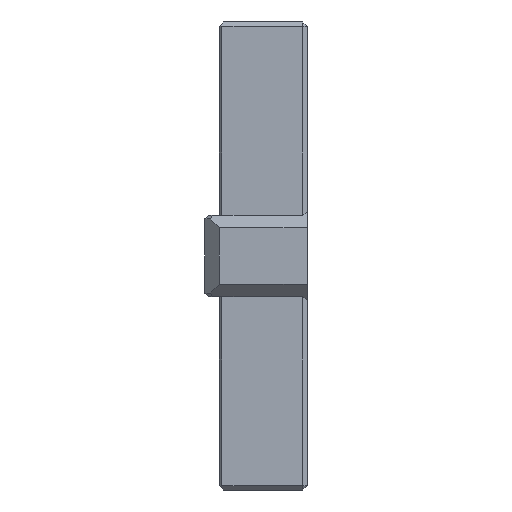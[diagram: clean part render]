
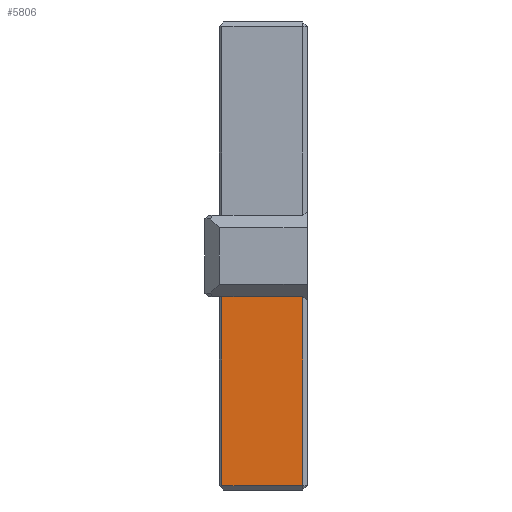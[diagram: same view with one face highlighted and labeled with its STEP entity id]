
A CAD part, left-side view. The second image highlights one B-rep face of the part: STEP entity #5806.
In plain terms, the highlighted planar face has unit normal (-1, 0, 0).
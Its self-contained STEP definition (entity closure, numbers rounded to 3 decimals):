
#3190 = PLANE('',#3191);
#3191 = AXIS2_PLACEMENT_3D('',#3192,#3193,#3194);
#3192 = CARTESIAN_POINT('',(-33.27,45.21,32.));
#3193 = DIRECTION('',(-0.707,0.707,0.));
#3194 = DIRECTION('',(-0.707,-0.707,0.));
#4370 = PLANE('',#4371);
#4371 = AXIS2_PLACEMENT_3D('',#4372,#4373,#4374);
#4372 = CARTESIAN_POINT('',(-33.6,45.21,-5.565));
#4373 = DIRECTION('',(0.707,0.,0.707));
#4374 = DIRECTION('',(0.707,0.,-0.707));
#4398 = PLANE('',#4399);
#4399 = AXIS2_PLACEMENT_3D('',#4400,#4401,#4402);
#4400 = CARTESIAN_POINT('',(-33.6,33.81,-32.));
#4401 = DIRECTION('',(0.707,0.707,0.));
#4402 = DIRECTION('',(-0.707,0.707,0.));
#5639 = PLANE('',#5640);
#5640 = AXIS2_PLACEMENT_3D('',#5641,#5642,#5643);
#5641 = CARTESIAN_POINT('',(-33.6,45.21,-31.4));
#5642 = DIRECTION('',(0.707,0.,0.707));
#5643 = DIRECTION('',(0.707,0.,-0.707));
#5806 = ADVANCED_FACE('',(#5807),#5821,.F.);
#5807 = FACE_BOUND('',#5808,.T.);
#5808 = EDGE_LOOP('',(#5809,#5839,#5862,#5885));
#5809 = ORIENTED_EDGE('',*,*,#5810,.F.);
#5810 = EDGE_CURVE('',#5811,#5813,#5815,.T.);
#5811 = VERTEX_POINT('',#5812);
#5812 = CARTESIAN_POINT('',(-33.6,44.88,-5.565));
#5813 = VERTEX_POINT('',#5814);
#5814 = CARTESIAN_POINT('',(-33.6,33.81,-5.565));
#5815 = SURFACE_CURVE('',#5816,(#5820,#5832),.PCURVE_S1.);
#5816 = LINE('',#5817,#5818);
#5817 = CARTESIAN_POINT('',(-33.6,45.21,-5.565));
#5818 = VECTOR('',#5819,1.);
#5819 = DIRECTION('',(0.,-1.,0.));
#5820 = PCURVE('',#5821,#5826);
#5821 = PLANE('',#5822);
#5822 = AXIS2_PLACEMENT_3D('',#5823,#5824,#5825);
#5823 = CARTESIAN_POINT('',(-33.6,45.21,-32.));
#5824 = DIRECTION('',(1.,0.,0.));
#5825 = DIRECTION('',(0.,0.,-1.));
#5826 = DEFINITIONAL_REPRESENTATION('',(#5827),#5831);
#5827 = LINE('',#5828,#5829);
#5828 = CARTESIAN_POINT('',(-26.435,0.));
#5829 = VECTOR('',#5830,1.);
#5830 = DIRECTION('',(0.,-1.));
#5831 = ( GEOMETRIC_REPRESENTATION_CONTEXT(2) 
PARAMETRIC_REPRESENTATION_CONTEXT() REPRESENTATION_CONTEXT('2D SPACE',''
  ) );
#5832 = PCURVE('',#4370,#5833);
#5833 = DEFINITIONAL_REPRESENTATION('',(#5834),#5838);
#5834 = LINE('',#5835,#5836);
#5835 = CARTESIAN_POINT('',(0.,0.));
#5836 = VECTOR('',#5837,1.);
#5837 = DIRECTION('',(0.,-1.));
#5838 = ( GEOMETRIC_REPRESENTATION_CONTEXT(2) 
PARAMETRIC_REPRESENTATION_CONTEXT() REPRESENTATION_CONTEXT('2D SPACE',''
  ) );
#5839 = ORIENTED_EDGE('',*,*,#5840,.T.);
#5840 = EDGE_CURVE('',#5811,#5841,#5843,.T.);
#5841 = VERTEX_POINT('',#5842);
#5842 = CARTESIAN_POINT('',(-33.6,44.88,-31.4));
#5843 = SURFACE_CURVE('',#5844,(#5848,#5855),.PCURVE_S1.);
#5844 = LINE('',#5845,#5846);
#5845 = CARTESIAN_POINT('',(-33.6,44.88,-31.4));
#5846 = VECTOR('',#5847,1.);
#5847 = DIRECTION('',(0.,0.,-1.));
#5848 = PCURVE('',#5821,#5849);
#5849 = DEFINITIONAL_REPRESENTATION('',(#5850),#5854);
#5850 = LINE('',#5851,#5852);
#5851 = CARTESIAN_POINT('',(-0.6,-0.33));
#5852 = VECTOR('',#5853,1.);
#5853 = DIRECTION('',(1.,0.));
#5854 = ( GEOMETRIC_REPRESENTATION_CONTEXT(2) 
PARAMETRIC_REPRESENTATION_CONTEXT() REPRESENTATION_CONTEXT('2D SPACE',''
  ) );
#5855 = PCURVE('',#3190,#5856);
#5856 = DEFINITIONAL_REPRESENTATION('',(#5857),#5861);
#5857 = LINE('',#5858,#5859);
#5858 = CARTESIAN_POINT('',(0.467,-63.4));
#5859 = VECTOR('',#5860,1.);
#5860 = DIRECTION('',(0.,-1.));
#5861 = ( GEOMETRIC_REPRESENTATION_CONTEXT(2) 
PARAMETRIC_REPRESENTATION_CONTEXT() REPRESENTATION_CONTEXT('2D SPACE',''
  ) );
#5862 = ORIENTED_EDGE('',*,*,#5863,.T.);
#5863 = EDGE_CURVE('',#5841,#5864,#5866,.T.);
#5864 = VERTEX_POINT('',#5865);
#5865 = CARTESIAN_POINT('',(-33.6,33.81,-31.4));
#5866 = SURFACE_CURVE('',#5867,(#5871,#5878),.PCURVE_S1.);
#5867 = LINE('',#5868,#5869);
#5868 = CARTESIAN_POINT('',(-33.6,45.21,-31.4));
#5869 = VECTOR('',#5870,1.);
#5870 = DIRECTION('',(0.,-1.,0.));
#5871 = PCURVE('',#5821,#5872);
#5872 = DEFINITIONAL_REPRESENTATION('',(#5873),#5877);
#5873 = LINE('',#5874,#5875);
#5874 = CARTESIAN_POINT('',(-0.6,0.));
#5875 = VECTOR('',#5876,1.);
#5876 = DIRECTION('',(0.,-1.));
#5877 = ( GEOMETRIC_REPRESENTATION_CONTEXT(2) 
PARAMETRIC_REPRESENTATION_CONTEXT() REPRESENTATION_CONTEXT('2D SPACE',''
  ) );
#5878 = PCURVE('',#5639,#5879);
#5879 = DEFINITIONAL_REPRESENTATION('',(#5880),#5884);
#5880 = LINE('',#5881,#5882);
#5881 = CARTESIAN_POINT('',(0.,0.));
#5882 = VECTOR('',#5883,1.);
#5883 = DIRECTION('',(0.,-1.));
#5884 = ( GEOMETRIC_REPRESENTATION_CONTEXT(2) 
PARAMETRIC_REPRESENTATION_CONTEXT() REPRESENTATION_CONTEXT('2D SPACE',''
  ) );
#5885 = ORIENTED_EDGE('',*,*,#5886,.T.);
#5886 = EDGE_CURVE('',#5864,#5813,#5887,.T.);
#5887 = SURFACE_CURVE('',#5888,(#5892,#5899),.PCURVE_S1.);
#5888 = LINE('',#5889,#5890);
#5889 = CARTESIAN_POINT('',(-33.6,33.81,-32.));
#5890 = VECTOR('',#5891,1.);
#5891 = DIRECTION('',(0.,0.,1.));
#5892 = PCURVE('',#5821,#5893);
#5893 = DEFINITIONAL_REPRESENTATION('',(#5894),#5898);
#5894 = LINE('',#5895,#5896);
#5895 = CARTESIAN_POINT('',(0.,-11.4));
#5896 = VECTOR('',#5897,1.);
#5897 = DIRECTION('',(-1.,0.));
#5898 = ( GEOMETRIC_REPRESENTATION_CONTEXT(2) 
PARAMETRIC_REPRESENTATION_CONTEXT() REPRESENTATION_CONTEXT('2D SPACE',''
  ) );
#5899 = PCURVE('',#4398,#5900);
#5900 = DEFINITIONAL_REPRESENTATION('',(#5901),#5905);
#5901 = LINE('',#5902,#5903);
#5902 = CARTESIAN_POINT('',(0.,0.));
#5903 = VECTOR('',#5904,1.);
#5904 = DIRECTION('',(0.,1.));
#5905 = ( GEOMETRIC_REPRESENTATION_CONTEXT(2) 
PARAMETRIC_REPRESENTATION_CONTEXT() REPRESENTATION_CONTEXT('2D SPACE',''
  ) );
